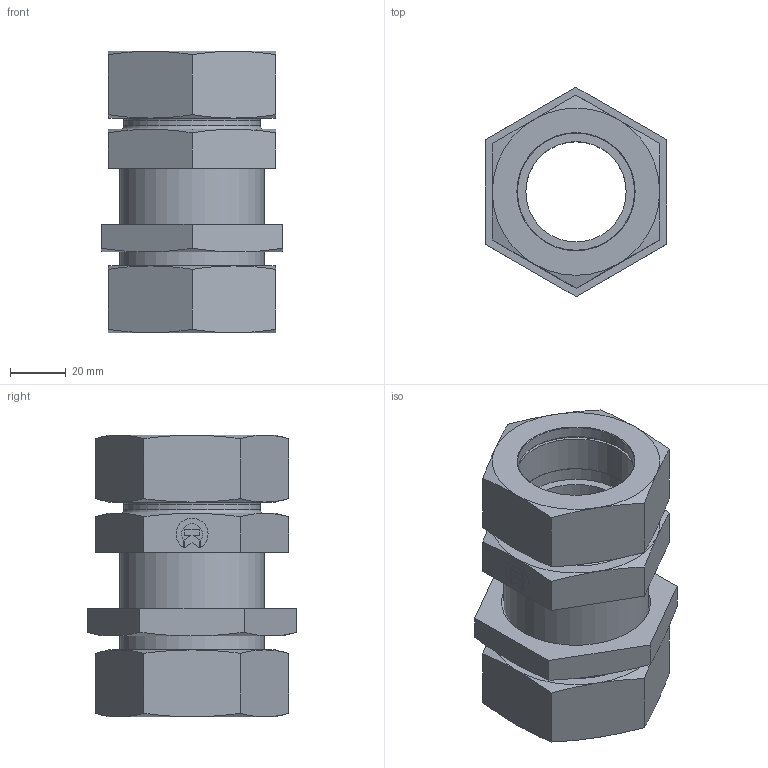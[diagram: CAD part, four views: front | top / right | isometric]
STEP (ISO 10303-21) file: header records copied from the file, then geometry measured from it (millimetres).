
FILE_DESCRIPTION((''),'2;1');
FILE_NAME('341425252.stp','2014-08-19T17:26:42',(''),('KNOMI spol. s r. o.'),'Autodesk Inventor 2012','Autodesk Inventor 2012','');
FILE_SCHEMA(('AUTOMOTIVE_DESIGN { 1 2 10303 214 0 1 1 1 }'));
Length unit declared in the file: millimetre
Products named in the file (5): PSP2K 42L   M52x2/M52x2; 331 42 5252; 40142; 3914252; 34 00 52
Assembly tree (6 placements, depth 2):
  PSP2K 42L   M52x2/M52x2
    331 42 5252
    40142  x2
    3914252  x2
    34 00 52
Bounding box: 65.02 x 75.06 x 101 mm (x, y, z)
Volume: 174549.6 mm3; surface area: 64291.6 mm2
Topology: 6 solids, 6 shells, 152 faces, 346 edges, 214 vertices
Faces by surface type: plane 70, cone 57, cylinder 21, torus 4
Full cylindrical faces by diameter (mm): 36 x1, 42 x2, 42.3 x4, 45 x2, 49 x3, 49.835 x3, 52 x2
Entity records: 3286 total; most frequent: CARTESIAN_POINT 614, DIRECTION 509, ORIENTED_EDGE 462, EDGE_CURVE 231, AXIS2_PLACEMENT_3D 198, EDGE_LOOP 162, VERTEX_POINT 159, STYLED_ITEM 119
